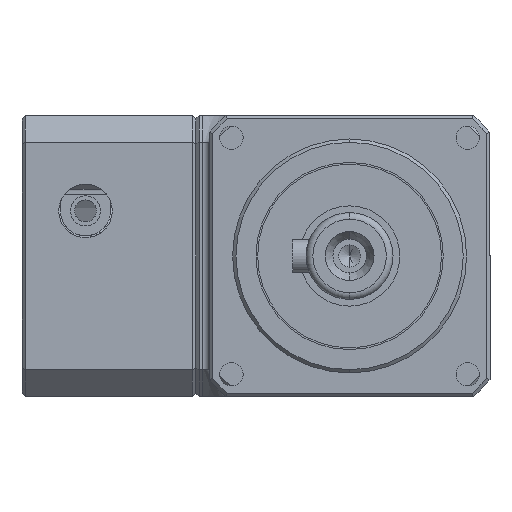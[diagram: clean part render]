
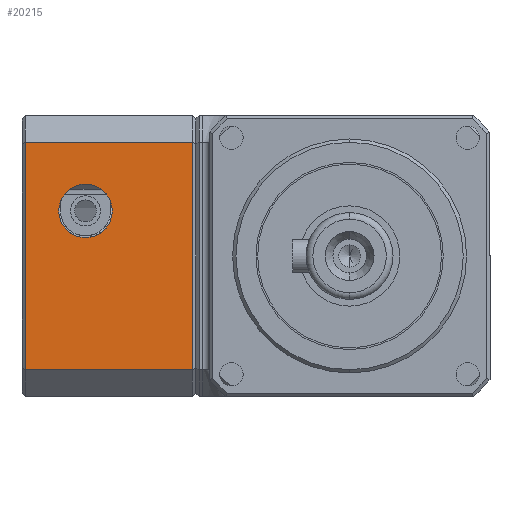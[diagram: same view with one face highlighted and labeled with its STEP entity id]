
A CAD part, left-side view. The second image highlights one B-rep face of the part: STEP entity #20215.
In plain terms, the highlighted face is planar.
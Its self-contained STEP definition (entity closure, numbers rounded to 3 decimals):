
#180 = VERTEX_POINT ( 'NONE', #4715 ) ;
#302 = AXIS2_PLACEMENT_3D ( 'NONE', #8753, #10242, #600 ) ;
#600 = DIRECTION ( 'NONE',  ( 0., 0., 1. ) ) ;
#886 = VERTEX_POINT ( 'NONE', #8138 ) ;
#1037 = CARTESIAN_POINT ( 'NONE',  ( 16.5, 21., 2.75 ) ) ;
#1659 = LINE ( 'NONE', #2322, #9869 ) ;
#2322 = CARTESIAN_POINT ( 'NONE',  ( 0.5, 21., 17. ) ) ;
#2496 = ORIENTED_EDGE ( 'NONE', *, *, #5624, .T. ) ;
#2781 = DIRECTION ( 'NONE',  ( 0., 1., 0. ) ) ;
#2854 = VERTEX_POINT ( 'NONE', #10425 ) ;
#3134 = AXIS2_PLACEMENT_3D ( 'NONE', #14000, #4238, #15615 ) ;
#3321 = CIRCLE ( 'NONE', #4193, 4. ) ;
#3443 = FACE_BOUND ( 'NONE', #7665, .T. ) ;
#4193 = AXIS2_PLACEMENT_3D ( 'NONE', #12580, #2781, #14184 ) ;
#4238 = DIRECTION ( 'NONE',  ( 0., 1., 0. ) ) ;
#4557 = VECTOR ( 'NONE', #4916, 1000. ) ;
#4715 = CARTESIAN_POINT ( 'NONE',  ( 0.5, 21., 17. ) ) ;
#4916 = DIRECTION ( 'NONE',  ( -1., 0., 0. ) ) ;
#5624 = EDGE_CURVE ( 'NONE', #886, #19856, #9590, .T. ) ;
#6841 = VERTEX_POINT ( 'NONE', #1037 ) ;
#7665 = EDGE_LOOP ( 'NONE', ( #13466, #16698 ) ) ;
#7905 = EDGE_CURVE ( 'NONE', #8513, #886, #9042, .T. ) ;
#8138 = CARTESIAN_POINT ( 'NONE',  ( 25.5, 21., -17. ) ) ;
#8510 = ORIENTED_EDGE ( 'NONE', *, *, #20735, .T. ) ;
#8513 = VERTEX_POINT ( 'NONE', #9750 ) ;
#8753 = CARTESIAN_POINT ( 'NONE',  ( 26., 21., 17. ) ) ;
#9042 = LINE ( 'NONE', #19592, #13330 ) ;
#9484 = ORIENTED_EDGE ( 'NONE', *, *, #7905, .T. ) ;
#9590 = LINE ( 'NONE', #11273, #18181 ) ;
#9750 = CARTESIAN_POINT ( 'NONE',  ( 25.5, 21., 17. ) ) ;
#9869 = VECTOR ( 'NONE', #13729, 1000. ) ;
#10242 = DIRECTION ( 'NONE',  ( 0., 1., 0. ) ) ;
#10381 = PLANE ( 'NONE',  #302 ) ;
#10425 = CARTESIAN_POINT ( 'NONE',  ( 16.5, 21., 10.75 ) ) ;
#10828 = EDGE_CURVE ( 'NONE', #6841, #2854, #3321, .T. ) ;
#11273 = CARTESIAN_POINT ( 'NONE',  ( 26., 21., -17. ) ) ;
#11688 = ORIENTED_EDGE ( 'NONE', *, *, #17139, .F. ) ;
#12580 = CARTESIAN_POINT ( 'NONE',  ( 16.5, 21., 6.75 ) ) ;
#12708 = EDGE_CURVE ( 'NONE', #2854, #6841, #13703, .T. ) ;
#13239 = LINE ( 'NONE', #14657, #4557 ) ;
#13330 = VECTOR ( 'NONE', #14695, 1000. ) ;
#13466 = ORIENTED_EDGE ( 'NONE', *, *, #12708, .F. ) ;
#13703 = CIRCLE ( 'NONE', #3134, 4. ) ;
#13708 = CARTESIAN_POINT ( 'NONE',  ( 0.5, 21., -17. ) ) ;
#13729 = DIRECTION ( 'NONE',  ( 0., 0., 1. ) ) ;
#14000 = CARTESIAN_POINT ( 'NONE',  ( 16.5, 21., 6.75 ) ) ;
#14184 = DIRECTION ( 'NONE',  ( 0., 0., 1. ) ) ;
#14657 = CARTESIAN_POINT ( 'NONE',  ( 26., 21., 17. ) ) ;
#14695 = DIRECTION ( 'NONE',  ( 0., 0., -1. ) ) ;
#15615 = DIRECTION ( 'NONE',  ( 0., 0., 1. ) ) ;
#15901 = EDGE_LOOP ( 'NONE', ( #2496, #8510, #11688, #9484 ) ) ;
#16698 = ORIENTED_EDGE ( 'NONE', *, *, #10828, .F. ) ;
#17139 = EDGE_CURVE ( 'NONE', #8513, #180, #13239, .T. ) ;
#18181 = VECTOR ( 'NONE', #20955, 1000. ) ;
#19592 = CARTESIAN_POINT ( 'NONE',  ( 25.5, 21., -17. ) ) ;
#19856 = VERTEX_POINT ( 'NONE', #13708 ) ;
#20215 = ADVANCED_FACE ( 'NONE', ( #3443, #20236 ), #10381, .T. ) ;
#20236 = FACE_OUTER_BOUND ( 'NONE', #15901, .T. ) ;
#20735 = EDGE_CURVE ( 'NONE', #19856, #180, #1659, .T. ) ;
#20955 = DIRECTION ( 'NONE',  ( -1., 0., 0. ) ) ;
